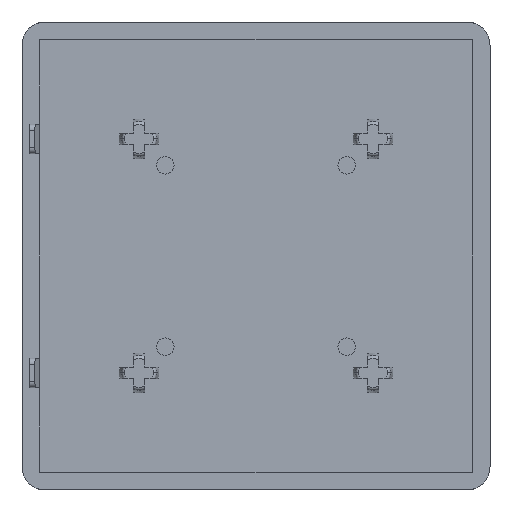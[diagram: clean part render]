
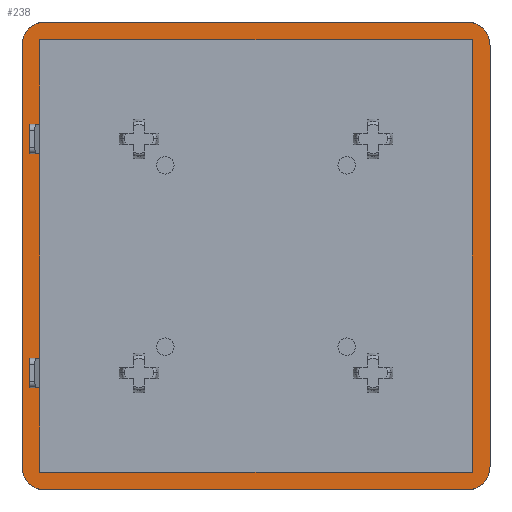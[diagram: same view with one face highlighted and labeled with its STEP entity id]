
A CAD part, top view. The second image highlights one B-rep face of the part: STEP entity #238.
In plain terms, the highlighted planar face has unit normal (0, 0, 1).
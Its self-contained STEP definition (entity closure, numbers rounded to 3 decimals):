
#238=ADVANCED_FACE('NONE',(#603,#604),#605,.T.);
#603=FACE_OUTER_BOUND('',#1085,.T.);
#604=FACE_BOUND('',#1086,.T.);
#605=PLANE('',#1087);
#1085=EDGE_LOOP('',(#1978,#1979,#1980,#1981,#1982,#1983,#1984,#1985));
#1086=EDGE_LOOP('',(#1986,#1987,#1988,#1989,#1990,#1991,#1992,#1993,#1994,#1995,#1996,#1997));
#1087=AXIS2_PLACEMENT_3D('',#1998,#1999,#2000);
#1978=ORIENTED_EDGE('',*,*,#3272,.T.);
#1979=ORIENTED_EDGE('',*,*,#3273,.T.);
#1980=ORIENTED_EDGE('',*,*,#3274,.T.);
#1981=ORIENTED_EDGE('',*,*,#3275,.T.);
#1982=ORIENTED_EDGE('',*,*,#3276,.T.);
#1983=ORIENTED_EDGE('',*,*,#3277,.T.);
#1984=ORIENTED_EDGE('',*,*,#3278,.T.);
#1985=ORIENTED_EDGE('',*,*,#3279,.T.);
#1986=ORIENTED_EDGE('',*,*,#3280,.F.);
#1987=ORIENTED_EDGE('',*,*,#3281,.F.);
#1988=ORIENTED_EDGE('',*,*,#3282,.F.);
#1989=ORIENTED_EDGE('',*,*,#3283,.F.);
#1990=ORIENTED_EDGE('',*,*,#3284,.F.);
#1991=ORIENTED_EDGE('',*,*,#3285,.F.);
#1992=ORIENTED_EDGE('',*,*,#3286,.F.);
#1993=ORIENTED_EDGE('',*,*,#3287,.F.);
#1994=ORIENTED_EDGE('',*,*,#3288,.F.);
#1995=ORIENTED_EDGE('',*,*,#3289,.F.);
#1996=ORIENTED_EDGE('',*,*,#3290,.F.);
#1997=ORIENTED_EDGE('',*,*,#3291,.F.);
#1998=CARTESIAN_POINT('',(40.0,-40.0,4.0));
#1999=DIRECTION('',(-0.0,0.0,1.0));
#2000=DIRECTION('',(1.0,0.0,0.0));
#3272=EDGE_CURVE('NONE',#3952,#3953,#3954,.T.);
#3273=EDGE_CURVE('NONE',#3953,#3955,#3956,.T.);
#3274=EDGE_CURVE('NONE',#3955,#3957,#3958,.T.);
#3275=EDGE_CURVE('NONE',#3957,#3959,#3960,.T.);
#3276=EDGE_CURVE('NONE',#3959,#3961,#3962,.T.);
#3277=EDGE_CURVE('NONE',#3961,#3963,#3964,.T.);
#3278=EDGE_CURVE('NONE',#3963,#3965,#3966,.T.);
#3279=EDGE_CURVE('NONE',#3965,#3952,#3967,.T.);
#3280=EDGE_CURVE('NONE',#3968,#3969,#3970,.T.);
#3281=EDGE_CURVE('NONE',#3971,#3968,#3972,.T.);
#3282=EDGE_CURVE('NONE',#3973,#3971,#3974,.T.);
#3283=EDGE_CURVE('NONE',#3975,#3973,#3976,.T.);
#3284=EDGE_CURVE('NONE',#3977,#3975,#3978,.T.);
#3285=EDGE_CURVE('NONE',#3979,#3977,#3980,.T.);
#3286=EDGE_CURVE('NONE',#3981,#3979,#3982,.T.);
#3287=EDGE_CURVE('NONE',#3983,#3981,#3984,.T.);
#3288=EDGE_CURVE('NONE',#3985,#3983,#3986,.T.);
#3289=EDGE_CURVE('NONE',#3987,#3985,#3988,.T.);
#3290=EDGE_CURVE('NONE',#3989,#3987,#3990,.T.);
#3291=EDGE_CURVE('NONE',#3969,#3989,#3991,.T.);
#3952=VERTEX_POINT('NONE',#4896);
#3953=VERTEX_POINT('NONE',#4897);
#3954=LINE('',#4898,#4899);
#3955=VERTEX_POINT('NONE',#4900);
#3956=CIRCLE('',#4901,4.0);
#3957=VERTEX_POINT('NONE',#4902);
#3958=LINE('',#4903,#4904);
#3959=VERTEX_POINT('NONE',#4905);
#3960=CIRCLE('',#4906,4.0);
#3961=VERTEX_POINT('NONE',#4907);
#3962=LINE('',#4908,#4909);
#3963=VERTEX_POINT('NONE',#4910);
#3964=CIRCLE('',#4911,4.0);
#3965=VERTEX_POINT('NONE',#4912);
#3966=LINE('',#4913,#4914);
#3967=CIRCLE('',#4915,4.0);
#3968=VERTEX_POINT('NONE',#4916);
#3969=VERTEX_POINT('NONE',#4917);
#3970=LINE('',#4918,#4919);
#3971=VERTEX_POINT('NONE',#4920);
#3972=LINE('',#4921,#4922);
#3973=VERTEX_POINT('NONE',#4923);
#3974=LINE('',#4924,#4925);
#3975=VERTEX_POINT('NONE',#4926);
#3976=LINE('',#4927,#4928);
#3977=VERTEX_POINT('NONE',#4929);
#3978=LINE('',#4930,#4931);
#3979=VERTEX_POINT('NONE',#4932);
#3980=LINE('',#4933,#4934);
#3981=VERTEX_POINT('NONE',#4935);
#3982=LINE('',#4936,#4937);
#3983=VERTEX_POINT('NONE',#4938);
#3984=LINE('',#4939,#4940);
#3985=VERTEX_POINT('NONE',#4941);
#3986=LINE('',#4942,#4943);
#3987=VERTEX_POINT('NONE',#4944);
#3988=LINE('',#4945,#4946);
#3989=VERTEX_POINT('NONE',#4947);
#3990=LINE('',#4948,#4949);
#3991=LINE('',#4950,#4951);
#4896=CARTESIAN_POINT('',(-40.0,36.0,4.0));
#4897=CARTESIAN_POINT('',(-40.0,-36.0,4.0));
#4898=CARTESIAN_POINT('',(-40.0,40.0,4.0));
#4899=VECTOR('',#6110,1000.0);
#4900=CARTESIAN_POINT('',(-36.0,-40.0,4.0));
#4901=AXIS2_PLACEMENT_3D('',#6111,#6112,#6113);
#4902=CARTESIAN_POINT('',(36.0,-40.0,4.0));
#4903=CARTESIAN_POINT('',(-40.0,-40.0,4.0));
#4904=VECTOR('',#6114,1000.0);
#4905=CARTESIAN_POINT('',(40.0,-36.0,4.0));
#4906=AXIS2_PLACEMENT_3D('',#6115,#6116,#6117);
#4907=CARTESIAN_POINT('',(40.0,36.0,4.0));
#4908=CARTESIAN_POINT('',(40.0,40.0,4.0));
#4909=VECTOR('',#6118,1000.0);
#4910=CARTESIAN_POINT('',(36.0,40.0,4.0));
#4911=AXIS2_PLACEMENT_3D('',#6119,#6120,#6121);
#4912=CARTESIAN_POINT('',(-36.0,40.0,4.0));
#4913=CARTESIAN_POINT('',(-40.0,40.0,4.0));
#4914=VECTOR('',#6122,1000.0);
#4915=AXIS2_PLACEMENT_3D('',#6123,#6124,#6125);
#4916=CARTESIAN_POINT('',(-37.0,-22.5,4.0));
#4917=CARTESIAN_POINT('',(-37.0,-37.0,4.0));
#4918=CARTESIAN_POINT('',(-37.0,37.0,4.0));
#4919=VECTOR('',#6126,1000.0);
#4920=CARTESIAN_POINT('',(-38.8,-22.5,4.0));
#4921=CARTESIAN_POINT('',(-38.8,-22.5,4.0));
#4922=VECTOR('',#6127,1000.0);
#4923=CARTESIAN_POINT('',(-38.8,-17.5,4.0));
#4924=CARTESIAN_POINT('',(-38.8,-17.5,4.0));
#4925=VECTOR('',#6128,1000.0);
#4926=CARTESIAN_POINT('',(-37.0,-17.5,4.0));
#4927=CARTESIAN_POINT('',(-38.8,-17.5,4.0));
#4928=VECTOR('',#6129,1000.0);
#4929=CARTESIAN_POINT('',(-37.0,17.5,4.0));
#4930=CARTESIAN_POINT('',(-37.0,37.0,4.0));
#4931=VECTOR('',#6130,1000.0);
#4932=CARTESIAN_POINT('',(-38.8,17.5,4.0));
#4933=CARTESIAN_POINT('',(-38.8,17.5,4.0));
#4934=VECTOR('',#6131,1000.0);
#4935=CARTESIAN_POINT('',(-38.8,22.5,4.0));
#4936=CARTESIAN_POINT('',(-38.8,22.5,4.0));
#4937=VECTOR('',#6132,1000.0);
#4938=CARTESIAN_POINT('',(-37.0,22.5,4.0));
#4939=CARTESIAN_POINT('',(-38.8,22.5,4.0));
#4940=VECTOR('',#6133,1000.0);
#4941=CARTESIAN_POINT('',(-37.0,37.0,4.0));
#4942=CARTESIAN_POINT('',(-37.0,37.0,4.0));
#4943=VECTOR('',#6134,1000.0);
#4944=CARTESIAN_POINT('',(37.0,37.0,4.0));
#4945=CARTESIAN_POINT('',(-37.0,37.0,4.0));
#4946=VECTOR('',#6135,1000.0);
#4947=CARTESIAN_POINT('',(37.0,-37.0,4.0));
#4948=CARTESIAN_POINT('',(37.0,37.0,4.0));
#4949=VECTOR('',#6136,1000.0);
#4950=CARTESIAN_POINT('',(-37.0,-37.0,4.0));
#4951=VECTOR('',#6137,1000.0);
#6110=DIRECTION('',(0.,-1.0,0.0));
#6111=CARTESIAN_POINT('',(-36.0,-36.0,4.0));
#6112=DIRECTION('',(-0.0,0.0,1.0));
#6113=DIRECTION('',(1.0,0.0,0.0));
#6114=DIRECTION('',(1.0,0.0,0.0));
#6115=CARTESIAN_POINT('',(36.0,-36.0,4.0));
#6116=DIRECTION('',(-0.0,0.0,1.0));
#6117=DIRECTION('',(1.0,0.0,0.0));
#6118=DIRECTION('',(0.,1.0,-0.0));
#6119=CARTESIAN_POINT('',(36.0,36.0,4.0));
#6120=DIRECTION('',(-0.0,0.0,1.0));
#6121=DIRECTION('',(1.0,0.0,0.0));
#6122=DIRECTION('',(-1.0,-0.0,-0.0));
#6123=CARTESIAN_POINT('',(-36.0,36.0,4.0));
#6124=DIRECTION('',(-0.0,0.0,1.0));
#6125=DIRECTION('',(1.0,0.0,0.0));
#6126=DIRECTION('',(0.,-1.0,0.0));
#6127=DIRECTION('',(1.0,0.0,0.0));
#6128=DIRECTION('',(0.0,-1.0,0.0));
#6129=DIRECTION('',(-1.0,-0.0,-0.0));
#6130=DIRECTION('',(0.,-1.0,0.0));
#6131=DIRECTION('',(1.0,0.0,0.0));
#6132=DIRECTION('',(0.0,-1.0,0.0));
#6133=DIRECTION('',(-1.0,-0.0,-0.0));
#6134=DIRECTION('',(0.,-1.0,0.0));
#6135=DIRECTION('',(-1.0,-0.0,-0.0));
#6136=DIRECTION('',(0.,1.0,-0.0));
#6137=DIRECTION('',(1.0,0.0,0.0));
